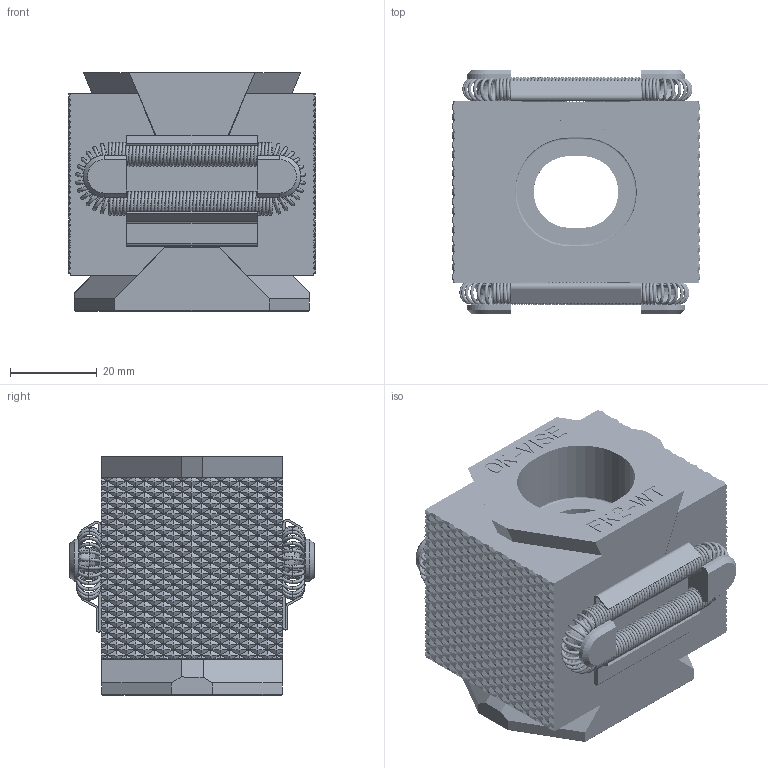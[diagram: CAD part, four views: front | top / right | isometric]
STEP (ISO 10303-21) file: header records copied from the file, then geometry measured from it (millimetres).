
FILE_DESCRIPTION((''),'2;1');
FILE_NAME('FK2-WT.stp','2011-11-23T06:53:06',('tuuja'),(''),'Autodesk Inventor 2010','Autodesk Inventor 2010','');
FILE_SCHEMA(('AUTOMOTIVE_DESIGN { 1 0 10303 214 1 1 1 1 }'));
Length unit declared in the file: millimetre
Products named in the file (8): FK2-WT; KIAFK2-WT; LOFK2-WT; SIF; F-Spring; F-spring pääty+suorat; F-spring_pääty; KIYFK2-WT
Assembly tree (10 placements, depth 3):
  FK2-WT
    KIAFK2-WT
    LOFK2-WT  x2
    SIF  x2
    F-Spring  x2
      F-spring pääty+suorat
      F-spring_pääty
    KIYFK2-WT
Bounding box: 57 x 56.2 x 54.8 mm (x, y, z)
Volume: 97488.3 mm3; surface area: 40426.3 mm2
Topology: 10 solids, 10 shells, 4691 faces, 10095 edges, 5428 vertices
Faces by surface type: plane 3995, torus 476, bspline 172, cylinder 46, cone 2
Entity records: 61914 total; most frequent: CARTESIAN_POINT 11906, DIRECTION 9938, ORIENTED_EDGE 9850, EDGE_CURVE 4925, VECTOR 4080, LINE 4080, AXIS2_PLACEMENT_3D 2929, EDGE_LOOP 2734
